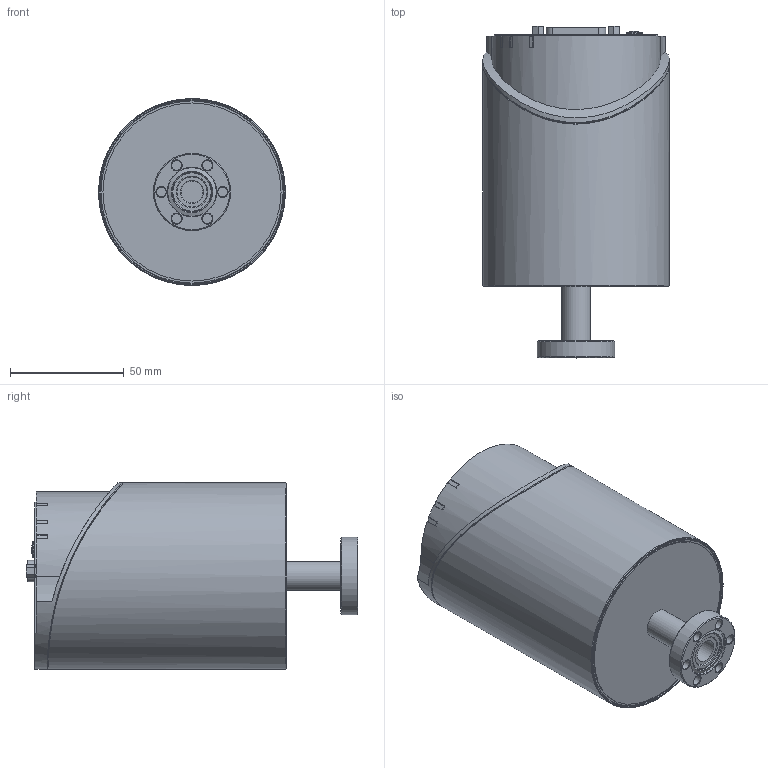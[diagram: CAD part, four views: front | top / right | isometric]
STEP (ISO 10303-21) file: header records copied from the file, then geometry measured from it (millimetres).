
FILE_DESCRIPTION(/* description */ (''),/* implementation_level */ '2;1');
FILE_NAME(/* name */ 'MCDG045D_16CF_ECAT_II.stp',/* time_stamp */ '2018-09-27T15:25:06+02:00',/* author */ ('STUJ'),/* organization */ (''),/* preprocessor_version */ 'ST-DEVELOPER v17',/* originating_system */ 'Autodesk Inventor 2018',/* authorisation */ '');
FILE_SCHEMA (('AUTOMOTIVE_DESIGN { 1 0 10303 214 3 1 1 }'));
Length unit declared in the file: millimetre
Products named in the file (1): Bauteil1
Bounding box: 82 x 145.75 x 82 mm (x, y, z)
Volume: 572993 mm3; surface area: 49522.1 mm2
Topology: 1 solids, 1 shells, 680 faces, 1829 edges, 1180 vertices
Faces by surface type: plane 354, cylinder 231, cone 31, sphere 27, bspline 26, torus 11
Full cylindrical faces by diameter (mm): 1 x15, 1.5 x2, 2.156 x2, 2.845 x2, 3 x3, 3.2 x6, 3.5 x2, 4 x1, 4.3 x6, 4.5 x1, 7 x1, 9.6 x1, 10.2 x1, 10.6 x1, 11.5 x1, 12.7 x1, 18.6 x1, 21.3 x1, 21.4 x1, 34 x1, 78.2 x1, 80 x1, 82 x2
Entity records: 23807 total; most frequent: CARTESIAN_POINT 5594, DIRECTION 3677, ORIENTED_EDGE 3620, EDGE_CURVE 1810, AXIS2_PLACEMENT_3D 1299, VERTEX_POINT 1181, LINE 1079, VECTOR 1079
